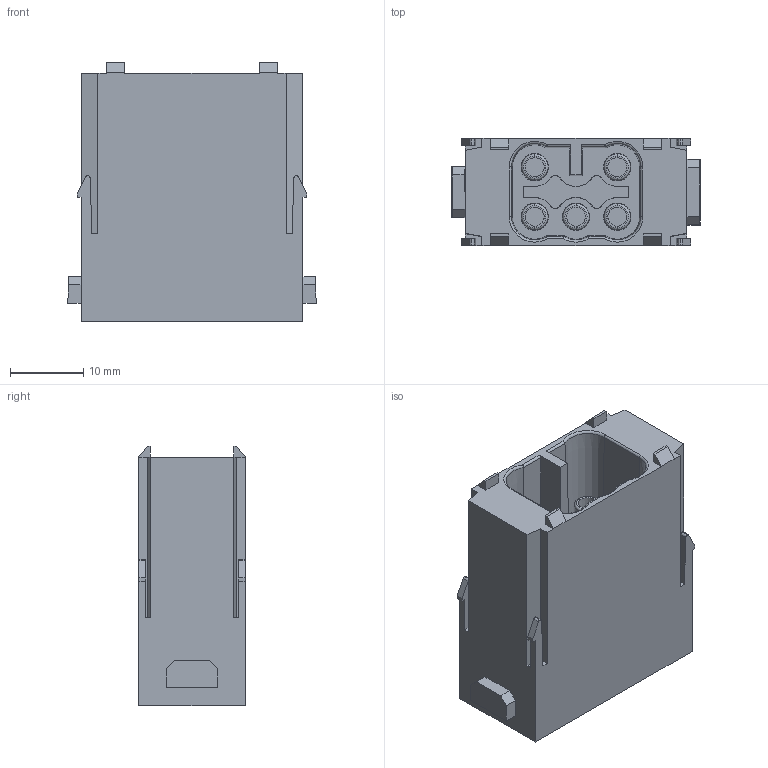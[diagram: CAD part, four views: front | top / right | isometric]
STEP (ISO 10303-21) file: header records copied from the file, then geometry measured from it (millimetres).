
FILE_DESCRIPTION(/* description */ (''),/* implementation_level */ '2;1');
FILE_NAME(/* name */ 'HME-005-MS.stp',/* time_stamp */ '2023-02-08T23:29:12+08:00',/* author */ (''),/* organization */ (''),/* preprocessor_version */ 'ST-DEVELOPER v16',/* originating_system */ 'SIEMENS PLM Software NX 10.0',/* authorisation */ '');
FILE_SCHEMA (('AUTOMOTIVE_DESIGN { 1 0 10303 214 3 1 1 1 }'));
Length unit declared in the file: millimetre
Products named in the file (1): Admi0A2C26ACro4o
Bounding box: 34 x 14.6 x 35.5 mm (x, y, z)
Volume: 9790 mm3; surface area: 9528.4 mm2
Topology: 1 solids, 4 shells, 646 faces, 1839 edges, 1228 vertices
Faces by surface type: plane 525, cylinder 66, cone 40, torus 15
Entity records: 21083 total; most frequent: CARTESIAN_POINT 3983, ORIENTED_EDGE 3678, DIRECTION 3383, EDGE_CURVE 1839, LINE 1491, VECTOR 1491, VERTEX_POINT 1228, AXIS2_PLACEMENT_3D 946
